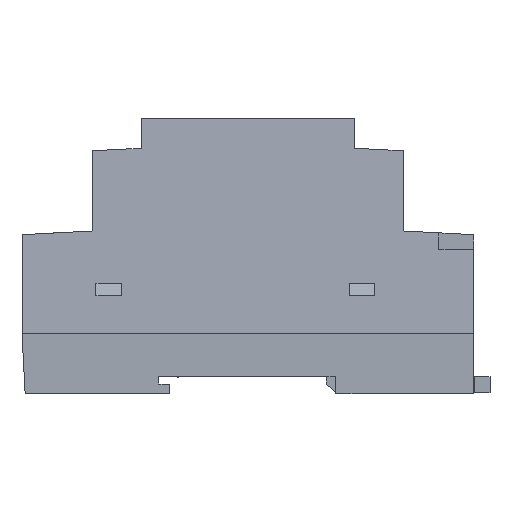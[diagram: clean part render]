
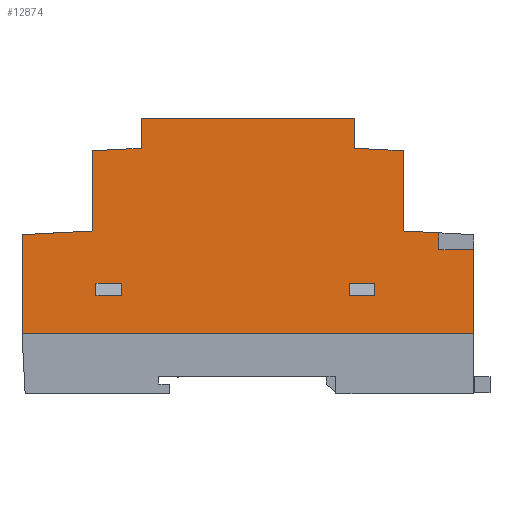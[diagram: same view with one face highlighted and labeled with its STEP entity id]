
A CAD part, left-side view. The second image highlights one B-rep face of the part: STEP entity #12874.
In plain terms, the highlighted planar face has unit normal (-0.999, 0, 0.052).
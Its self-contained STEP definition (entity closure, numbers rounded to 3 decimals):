
#804=ORIENTED_EDGE('',*,*,#4684,.T.);
#805=ORIENTED_EDGE('',*,*,#4685,.T.);
#806=ORIENTED_EDGE('',*,*,#4686,.T.);
#807=ORIENTED_EDGE('',*,*,#4687,.F.);
#808=ORIENTED_EDGE('',*,*,#4688,.T.);
#809=ORIENTED_EDGE('',*,*,#4689,.T.);
#810=ORIENTED_EDGE('',*,*,#4690,.T.);
#811=ORIENTED_EDGE('',*,*,#4691,.F.);
#812=ORIENTED_EDGE('',*,*,#4692,.T.);
#813=ORIENTED_EDGE('',*,*,#4693,.T.);
#814=ORIENTED_EDGE('',*,*,#4694,.T.);
#815=ORIENTED_EDGE('',*,*,#4695,.T.);
#816=ORIENTED_EDGE('',*,*,#4696,.T.);
#817=ORIENTED_EDGE('',*,*,#4697,.T.);
#818=ORIENTED_EDGE('',*,*,#4698,.F.);
#819=ORIENTED_EDGE('',*,*,#4699,.T.);
#820=ORIENTED_EDGE('',*,*,#4700,.T.);
#821=ORIENTED_EDGE('',*,*,#4701,.T.);
#822=ORIENTED_EDGE('',*,*,#4702,.T.);
#823=ORIENTED_EDGE('',*,*,#4703,.T.);
#824=ORIENTED_EDGE('',*,*,#4704,.T.);
#825=ORIENTED_EDGE('',*,*,#4705,.F.);
#4684=EDGE_CURVE('',#6624,#6625,#7922,.T.);
#4685=EDGE_CURVE('',#6625,#6626,#7923,.T.);
#4686=EDGE_CURVE('',#6626,#6627,#7924,.T.);
#4687=EDGE_CURVE('',#6624,#6627,#7925,.T.);
#4688=EDGE_CURVE('',#6628,#6629,#7926,.T.);
#4689=EDGE_CURVE('',#6629,#6630,#7927,.T.);
#4690=EDGE_CURVE('',#6630,#6631,#7928,.T.);
#4691=EDGE_CURVE('',#6628,#6631,#7929,.T.);
#4692=EDGE_CURVE('',#6632,#6633,#7930,.T.);
#4693=EDGE_CURVE('',#6633,#6634,#7931,.T.);
#4694=EDGE_CURVE('',#6634,#6635,#7932,.T.);
#4695=EDGE_CURVE('',#6635,#6636,#7933,.T.);
#4696=EDGE_CURVE('',#6636,#6637,#7934,.T.);
#4697=EDGE_CURVE('',#6637,#6638,#7935,.T.);
#4698=EDGE_CURVE('',#6639,#6638,#7936,.T.);
#4699=EDGE_CURVE('',#6639,#6640,#7937,.T.);
#4700=EDGE_CURVE('',#6640,#6641,#7938,.T.);
#4701=EDGE_CURVE('',#6641,#6642,#7939,.T.);
#4702=EDGE_CURVE('',#6642,#6643,#7940,.T.);
#4703=EDGE_CURVE('',#6643,#6644,#7941,.T.);
#4704=EDGE_CURVE('',#6644,#6645,#7942,.T.);
#4705=EDGE_CURVE('',#6632,#6645,#7943,.T.);
#6624=VERTEX_POINT('',#18816);
#6625=VERTEX_POINT('',#18817);
#6626=VERTEX_POINT('',#18819);
#6627=VERTEX_POINT('',#18821);
#6628=VERTEX_POINT('',#18824);
#6629=VERTEX_POINT('',#18825);
#6630=VERTEX_POINT('',#18827);
#6631=VERTEX_POINT('',#18829);
#6632=VERTEX_POINT('',#18832);
#6633=VERTEX_POINT('',#18833);
#6634=VERTEX_POINT('',#18835);
#6635=VERTEX_POINT('',#18837);
#6636=VERTEX_POINT('',#18839);
#6637=VERTEX_POINT('',#18841);
#6638=VERTEX_POINT('',#18843);
#6639=VERTEX_POINT('',#18845);
#6640=VERTEX_POINT('',#18847);
#6641=VERTEX_POINT('',#18849);
#6642=VERTEX_POINT('',#18851);
#6643=VERTEX_POINT('',#18853);
#6644=VERTEX_POINT('',#18855);
#6645=VERTEX_POINT('',#18857);
#7922=LINE('',#18815,#9334);
#7923=LINE('',#18818,#9335);
#7924=LINE('',#18820,#9336);
#7925=LINE('',#18822,#9337);
#7926=LINE('',#18823,#9338);
#7927=LINE('',#18826,#9339);
#7928=LINE('',#18828,#9340);
#7929=LINE('',#18830,#9341);
#7930=LINE('',#18831,#9342);
#7931=LINE('',#18834,#9343);
#7932=LINE('',#18836,#9344);
#7933=LINE('',#18838,#9345);
#7934=LINE('',#18840,#9346);
#7935=LINE('',#18842,#9347);
#7936=LINE('',#18844,#9348);
#7937=LINE('',#18846,#9349);
#7938=LINE('',#18848,#9350);
#7939=LINE('',#18850,#9351);
#7940=LINE('',#18852,#9352);
#7941=LINE('',#18854,#9353);
#7942=LINE('',#18856,#9354);
#7943=LINE('',#18858,#9355);
#9334=VECTOR('',#14883,1000.);
#9335=VECTOR('',#14884,1000.);
#9336=VECTOR('',#14885,1000.);
#9337=VECTOR('',#14886,1000.);
#9338=VECTOR('',#14887,1000.);
#9339=VECTOR('',#14888,1000.);
#9340=VECTOR('',#14889,1000.);
#9341=VECTOR('',#14890,1000.);
#9342=VECTOR('',#14891,1000.);
#9343=VECTOR('',#14892,1000.);
#9344=VECTOR('',#14893,1000.);
#9345=VECTOR('',#14894,1000.);
#9346=VECTOR('',#14895,1000.);
#9347=VECTOR('',#14896,1000.);
#9348=VECTOR('',#14897,1000.);
#9349=VECTOR('',#14898,1000.);
#9350=VECTOR('',#14899,1000.);
#9351=VECTOR('',#14900,1000.);
#9352=VECTOR('',#14901,1000.);
#9353=VECTOR('',#14902,1000.);
#9354=VECTOR('',#14903,1000.);
#9355=VECTOR('',#14904,1000.);
#10746=EDGE_LOOP('',(#804,#805,#806,#807));
#10747=EDGE_LOOP('',(#808,#809,#810,#811));
#10748=EDGE_LOOP('',(#812,#813,#814,#815,#816,#817,#818,#819,#820,#821,
#822,#823,#824,#825));
#11576=FACE_BOUND('',#10746,.T.);
#11577=FACE_BOUND('',#10747,.T.);
#11578=FACE_BOUND('',#10748,.T.);
#12406=PLANE('',#13619);
#12874=ADVANCED_FACE('',(#11576,#11577,#11578),#12406,.T.);
#13619=AXIS2_PLACEMENT_3D('',#18814,#14881,#14882);
#14881=DIRECTION('',(-0.999,0.,0.052));
#14882=DIRECTION('',(0.052,0.,0.999));
#14883=DIRECTION('',(0.,1.,0.));
#14884=DIRECTION('',(0.052,0.,0.999));
#14885=DIRECTION('',(0.,-1.,0.));
#14886=DIRECTION('',(0.052,0.,0.999));
#14887=DIRECTION('',(0.,1.,0.));
#14888=DIRECTION('',(0.052,0.,0.999));
#14889=DIRECTION('',(0.,-1.,0.));
#14890=DIRECTION('',(0.052,0.,0.999));
#14891=DIRECTION('',(0.,1.,0.));
#14892=DIRECTION('',(0.052,0.,0.999));
#14893=DIRECTION('',(0.003,0.999,0.052));
#14894=DIRECTION('',(0.052,0.,0.999));
#14895=DIRECTION('',(0.003,0.999,0.052));
#14896=DIRECTION('',(0.052,0.,0.999));
#14897=DIRECTION('',(0.,-1.,0.));
#14898=DIRECTION('',(-0.052,0.,-0.999));
#14899=DIRECTION('',(-0.003,0.999,-0.052));
#14900=DIRECTION('',(-0.052,0.,-0.999));
#14901=DIRECTION('',(-0.003,0.999,-0.052));
#14902=DIRECTION('',(-0.052,0.,-0.999));
#14903=DIRECTION('',(0.,-1.,0.));
#14904=DIRECTION('',(-0.052,0.,-0.999));
#18814=CARTESIAN_POINT('',(-24.22,91.,55.6));
#18815=CARTESIAN_POINT('',(-26.093,91.,19.861));
#18816=CARTESIAN_POINT('',(-26.093,19.9,19.861));
#18817=CARTESIAN_POINT('',(-26.093,25.1,19.861));
#18818=CARTESIAN_POINT('',(-24.22,25.1,55.6));
#18819=CARTESIAN_POINT('',(-25.965,25.1,22.3));
#18820=CARTESIAN_POINT('',(-25.965,91.,22.3));
#18821=CARTESIAN_POINT('',(-25.965,19.9,22.3));
#18822=CARTESIAN_POINT('',(-24.22,19.9,55.6));
#18823=CARTESIAN_POINT('',(-26.093,91.,19.861));
#18824=CARTESIAN_POINT('',(-26.093,70.9,19.861));
#18825=CARTESIAN_POINT('',(-26.093,76.1,19.861));
#18826=CARTESIAN_POINT('',(-24.22,76.1,55.6));
#18827=CARTESIAN_POINT('',(-25.965,76.1,22.3));
#18828=CARTESIAN_POINT('',(-25.965,91.,22.3));
#18829=CARTESIAN_POINT('',(-25.965,70.9,22.3));
#18830=CARTESIAN_POINT('',(-24.22,70.9,55.6));
#18831=CARTESIAN_POINT('',(-25.609,91.,29.1));
#18832=CARTESIAN_POINT('',(-25.609,0.,29.1));
#18833=CARTESIAN_POINT('',(-25.609,7.,29.1));
#18834=CARTESIAN_POINT('',(-24.22,7.,55.6));
#18835=CARTESIAN_POINT('',(-25.433,7.,32.467));
#18836=CARTESIAN_POINT('',(-25.412,14.342,32.852));
#18837=CARTESIAN_POINT('',(-25.413,14.2,32.844));
#18838=CARTESIAN_POINT('',(-24.426,14.2,51.669));
#18839=CARTESIAN_POINT('',(-24.566,14.2,49.));
#18840=CARTESIAN_POINT('',(-24.539,24.14,49.521));
#18841=CARTESIAN_POINT('',(-24.539,24.,49.514));
#18842=CARTESIAN_POINT('',(-24.081,24.,58.251));
#18843=CARTESIAN_POINT('',(-24.22,24.,55.6));
#18844=CARTESIAN_POINT('',(-24.22,91.,55.6));
#18845=CARTESIAN_POINT('',(-24.22,67.,55.6));
#18846=CARTESIAN_POINT('',(-24.399,67.,52.181));
#18847=CARTESIAN_POINT('',(-24.539,67.,49.514));
#18848=CARTESIAN_POINT('',(-24.566,76.66,49.007));
#18849=CARTESIAN_POINT('',(-24.566,76.8,49.));
#18850=CARTESIAN_POINT('',(-25.271,76.8,35.557));
#18851=CARTESIAN_POINT('',(-25.413,76.8,32.844));
#18852=CARTESIAN_POINT('',(-25.451,90.858,32.107));
#18853=CARTESIAN_POINT('',(-25.452,91.,32.1));
#18854=CARTESIAN_POINT('',(-24.22,91.,55.6));
#18855=CARTESIAN_POINT('',(-26.5,91.,12.1));
#18856=CARTESIAN_POINT('',(-26.5,91.,12.1));
#18857=CARTESIAN_POINT('',(-26.5,0.,12.1));
#18858=CARTESIAN_POINT('',(-24.22,0.,55.6));
